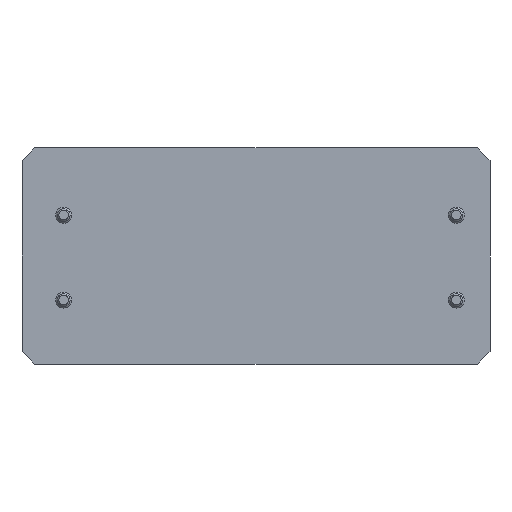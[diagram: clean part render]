
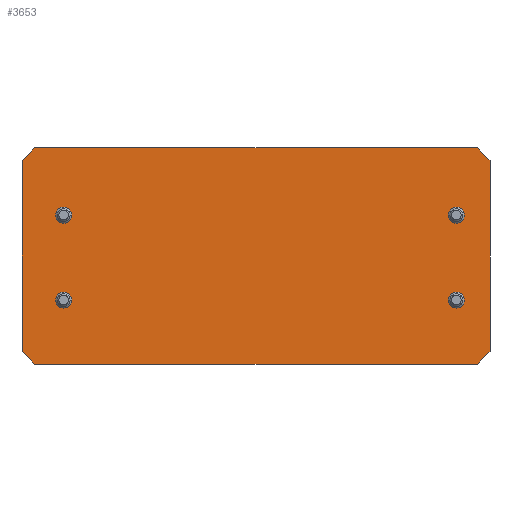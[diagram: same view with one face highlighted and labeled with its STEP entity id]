
A CAD part, front view. The second image highlights one B-rep face of the part: STEP entity #3653.
In plain terms, the highlighted planar face has unit normal (0, -1, 0).
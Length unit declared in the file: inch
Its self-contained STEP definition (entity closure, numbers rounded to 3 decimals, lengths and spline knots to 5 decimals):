
#7 = DIRECTION ( 'NONE',  ( 0.707, 0., 0.707 ) ) ;
#54 = DIRECTION ( 'NONE',  ( 0., 0., -1. ) ) ;
#75 = EDGE_CURVE ( 'NONE', #2201, #146, #4275, .T. ) ;
#146 = VERTEX_POINT ( 'NONE', #1245 ) ;
#199 = DIRECTION ( 'NONE',  ( 0., 1., 0. ) ) ;
#215 = CARTESIAN_POINT ( 'NONE',  ( 0.13, 0., -0.5 ) ) ;
#263 = CARTESIAN_POINT ( 'NONE',  ( 1.46, 0., 0. ) ) ;
#336 = CIRCLE ( 'NONE', #1970, 0.025 ) ;
#383 = VECTOR ( 'NONE', #2119, 39.37008 ) ;
#391 = CARTESIAN_POINT ( 'NONE',  ( 0.13, 0., -0.185 ) ) ;
#434 = CARTESIAN_POINT ( 'NONE',  ( 1.355, 0., -0.475 ) ) ;
#451 = LINE ( 'NONE', #1403, #383 ) ;
#462 = CARTESIAN_POINT ( 'NONE',  ( 1.355, 0., -0.21 ) ) ;
#511 = CARTESIAN_POINT ( 'NONE',  ( 0.02, 0., -0.02 ) ) ;
#552 = EDGE_CURVE ( 'NONE', #1325, #3814, #661, .T. ) ;
#570 = DIRECTION ( 'NONE',  ( 0., 0., -1. ) ) ;
#606 = EDGE_CURVE ( 'NONE', #4817, #1319, #4720, .T. ) ;
#646 = AXIS2_PLACEMENT_3D ( 'NONE', #434, #3112, #802 ) ;
#661 = LINE ( 'NONE', #2204, #4479 ) ;
#673 = EDGE_CURVE ( 'NONE', #146, #2201, #4648, .T. ) ;
#737 = EDGE_CURVE ( 'NONE', #1666, #2380, #2613, .T. ) ;
#766 = VECTOR ( 'NONE', #1626, 39.37008 ) ;
#798 = CARTESIAN_POINT ( 'NONE',  ( 1.355, 0., -0.45 ) ) ;
#802 = DIRECTION ( 'NONE',  ( 0., 0., -1. ) ) ;
#812 = CARTESIAN_POINT ( 'NONE',  ( 0.04, 0., 0. ) ) ;
#831 = EDGE_CURVE ( 'NONE', #3888, #2936, #4177, .T. ) ;
#874 = EDGE_LOOP ( 'NONE', ( #1078, #3316 ) ) ;
#884 = AXIS2_PLACEMENT_3D ( 'NONE', #2905, #199, #570 ) ;
#1034 = CARTESIAN_POINT ( 'NONE',  ( 0.13, 0., -0.475 ) ) ;
#1068 = FACE_BOUND ( 'NONE', #3594, .T. ) ;
#1078 = ORIENTED_EDGE ( 'NONE', *, *, #2583, .T. ) ;
#1108 = ORIENTED_EDGE ( 'NONE', *, *, #673, .T. ) ;
#1166 = CIRCLE ( 'NONE', #4083, 0.025 ) ;
#1170 = DIRECTION ( 'NONE',  ( 0., 0., -1. ) ) ;
#1200 = EDGE_LOOP ( 'NONE', ( #2016, #3129 ) ) ;
#1227 = CARTESIAN_POINT ( 'NONE',  ( 1.355, 0., -0.21 ) ) ;
#1245 = CARTESIAN_POINT ( 'NONE',  ( 1.355, 0., -0.5 ) ) ;
#1301 = CARTESIAN_POINT ( 'NONE',  ( 1.46, 0., -0.635 ) ) ;
#1319 = VERTEX_POINT ( 'NONE', #391 ) ;
#1325 = VERTEX_POINT ( 'NONE', #2703 ) ;
#1331 = CARTESIAN_POINT ( 'NONE',  ( 0.04, 0., -0.675 ) ) ;
#1403 = CARTESIAN_POINT ( 'NONE',  ( -0.3175, 0., -0.3175 ) ) ;
#1436 = CARTESIAN_POINT ( 'NONE',  ( 1.42, 0., -0.675 ) ) ;
#1465 = DIRECTION ( 'NONE',  ( 0., -1., 0. ) ) ;
#1546 = LINE ( 'NONE', #2847, #1963 ) ;
#1561 = CARTESIAN_POINT ( 'NONE',  ( 0.13, 0., -0.21 ) ) ;
#1626 = DIRECTION ( 'NONE',  ( -0.707, 0., -0.707 ) ) ;
#1666 = VERTEX_POINT ( 'NONE', #1436 ) ;
#1668 = FACE_BOUND ( 'NONE', #874, .T. ) ;
#1681 = ORIENTED_EDGE ( 'NONE', *, *, #552, .T. ) ;
#1685 = LINE ( 'NONE', #3445, #2899 ) ;
#1769 = EDGE_LOOP ( 'NONE', ( #3547, #1108 ) ) ;
#1785 = EDGE_CURVE ( 'NONE', #4832, #2439, #1166, .T. ) ;
#1803 = DIRECTION ( 'NONE',  ( 0., 1., 0. ) ) ;
#1871 = CIRCLE ( 'NONE', #4211, 0.025 ) ;
#1908 = LINE ( 'NONE', #263, #4596 ) ;
#1963 = VECTOR ( 'NONE', #4742, 39.37008 ) ;
#1965 = VERTEX_POINT ( 'NONE', #1301 ) ;
#1970 = AXIS2_PLACEMENT_3D ( 'NONE', #462, #3881, #54 ) ;
#2016 = ORIENTED_EDGE ( 'NONE', *, *, #1785, .T. ) ;
#2031 = VERTEX_POINT ( 'NONE', #2789 ) ;
#2119 = DIRECTION ( 'NONE',  ( 0.707, 0., -0.707 ) ) ;
#2120 = AXIS2_PLACEMENT_3D ( 'NONE', #4550, #1465, #3768 ) ;
#2155 = LINE ( 'NONE', #3096, #3261 ) ;
#2178 = AXIS2_PLACEMENT_3D ( 'NONE', #4944, #3869, #4242 ) ;
#2201 = VERTEX_POINT ( 'NONE', #798 ) ;
#2204 = CARTESIAN_POINT ( 'NONE',  ( 0.71, 0., 0.71 ) ) ;
#2266 = FACE_BOUND ( 'NONE', #1200, .T. ) ;
#2297 = DIRECTION ( 'NONE',  ( 0., 1., 0. ) ) ;
#2315 = ORIENTED_EDGE ( 'NONE', *, *, #4409, .F. ) ;
#2328 = DIRECTION ( 'NONE',  ( 0., 1., 0. ) ) ;
#2353 = EDGE_CURVE ( 'NONE', #2439, #4832, #336, .T. ) ;
#2380 = VERTEX_POINT ( 'NONE', #1331 ) ;
#2421 = ORIENTED_EDGE ( 'NONE', *, *, #4130, .F. ) ;
#2439 = VERTEX_POINT ( 'NONE', #2538 ) ;
#2443 = ORIENTED_EDGE ( 'NONE', *, *, #831, .T. ) ;
#2538 = CARTESIAN_POINT ( 'NONE',  ( 1.355, 0., -0.235 ) ) ;
#2544 = ORIENTED_EDGE ( 'NONE', *, *, #737, .F. ) ;
#2546 = VECTOR ( 'NONE', #4200, 39.37008 ) ;
#2583 = EDGE_CURVE ( 'NONE', #1319, #4817, #1871, .T. ) ;
#2613 = LINE ( 'NONE', #2708, #2546 ) ;
#2680 = ORIENTED_EDGE ( 'NONE', *, *, #3195, .T. ) ;
#2682 = FACE_BOUND ( 'NONE', #1769, .T. ) ;
#2703 = CARTESIAN_POINT ( 'NONE',  ( 1.46, 0., -0.04 ) ) ;
#2708 = CARTESIAN_POINT ( 'NONE',  ( 0., 0., -0.675 ) ) ;
#2789 = CARTESIAN_POINT ( 'NONE',  ( 0.13, 0., -0.45 ) ) ;
#2793 = CARTESIAN_POINT ( 'NONE',  ( 1.355, 0., -0.185 ) ) ;
#2847 = CARTESIAN_POINT ( 'NONE',  ( 0., 0., 0. ) ) ;
#2866 = VERTEX_POINT ( 'NONE', #215 ) ;
#2899 = VECTOR ( 'NONE', #3798, 39.37008 ) ;
#2905 = CARTESIAN_POINT ( 'NONE',  ( 0.13, 0., -0.475 ) ) ;
#2931 = CIRCLE ( 'NONE', #4646, 0.025 ) ;
#2936 = VERTEX_POINT ( 'NONE', #4069 ) ;
#2958 = EDGE_CURVE ( 'NONE', #4336, #2380, #451, .T. ) ;
#3096 = CARTESIAN_POINT ( 'NONE',  ( 1.0475, 0., -1.0475 ) ) ;
#3112 = DIRECTION ( 'NONE',  ( 0., 1., 0. ) ) ;
#3129 = ORIENTED_EDGE ( 'NONE', *, *, #2353, .T. ) ;
#3195 = EDGE_CURVE ( 'NONE', #1666, #1965, #2155, .T. ) ;
#3261 = VECTOR ( 'NONE', #7, 39.37008 ) ;
#3316 = ORIENTED_EDGE ( 'NONE', *, *, #606, .T. ) ;
#3361 = ORIENTED_EDGE ( 'NONE', *, *, #4674, .T. ) ;
#3364 = DIRECTION ( 'NONE',  ( -0.707, 0., 0.707 ) ) ;
#3376 = PLANE ( 'NONE',  #2120 ) ;
#3439 = AXIS2_PLACEMENT_3D ( 'NONE', #4527, #2297, #3849 ) ;
#3445 = CARTESIAN_POINT ( 'NONE',  ( 0., 0., 0. ) ) ;
#3466 = EDGE_CURVE ( 'NONE', #2031, #2866, #3899, .T. ) ;
#3547 = ORIENTED_EDGE ( 'NONE', *, *, #75, .T. ) ;
#3577 = CARTESIAN_POINT ( 'NONE',  ( 0.13, 0., -0.235 ) ) ;
#3594 = EDGE_LOOP ( 'NONE', ( #4725, #3361 ) ) ;
#3653 = ADVANCED_FACE ( 'NONE', ( #2266, #2682, #1068, #1668, #4007 ), #3376, .T. ) ;
#3717 = EDGE_CURVE ( 'NONE', #4336, #2936, #1685, .T. ) ;
#3768 = DIRECTION ( 'NONE',  ( 0., 0., -1. ) ) ;
#3798 = DIRECTION ( 'NONE',  ( 0., 0., 1. ) ) ;
#3814 = VERTEX_POINT ( 'NONE', #4909 ) ;
#3849 = DIRECTION ( 'NONE',  ( 0., 0., -1. ) ) ;
#3869 = DIRECTION ( 'NONE',  ( 0., 1., 0. ) ) ;
#3881 = DIRECTION ( 'NONE',  ( 0., 1., 0. ) ) ;
#3888 = VERTEX_POINT ( 'NONE', #812 ) ;
#3899 = CIRCLE ( 'NONE', #884, 0.025 ) ;
#3956 = EDGE_LOOP ( 'NONE', ( #2421, #1681, #2315, #2443, #4412, #4946, #2544, #2680 ) ) ;
#4007 = FACE_OUTER_BOUND ( 'NONE', #3956, .T. ) ;
#4069 = CARTESIAN_POINT ( 'NONE',  ( 0., 0., -0.04 ) ) ;
#4083 = AXIS2_PLACEMENT_3D ( 'NONE', #1227, #4611, #4217 ) ;
#4101 = DIRECTION ( 'NONE',  ( 0., 0., -1. ) ) ;
#4130 = EDGE_CURVE ( 'NONE', #1325, #1965, #1908, .T. ) ;
#4177 = LINE ( 'NONE', #511, #766 ) ;
#4200 = DIRECTION ( 'NONE',  ( -1., 0., 0. ) ) ;
#4211 = AXIS2_PLACEMENT_3D ( 'NONE', #1561, #2328, #1170 ) ;
#4217 = DIRECTION ( 'NONE',  ( 0., 0., -1. ) ) ;
#4242 = DIRECTION ( 'NONE',  ( 0., 0., -1. ) ) ;
#4275 = CIRCLE ( 'NONE', #3439, 0.025 ) ;
#4280 = CARTESIAN_POINT ( 'NONE',  ( 0., 0., -0.635 ) ) ;
#4336 = VERTEX_POINT ( 'NONE', #4280 ) ;
#4409 = EDGE_CURVE ( 'NONE', #3888, #3814, #1546, .T. ) ;
#4412 = ORIENTED_EDGE ( 'NONE', *, *, #3717, .F. ) ;
#4479 = VECTOR ( 'NONE', #3364, 39.37008 ) ;
#4480 = DIRECTION ( 'NONE',  ( 0., 0., -1. ) ) ;
#4527 = CARTESIAN_POINT ( 'NONE',  ( 1.355, 0., -0.475 ) ) ;
#4550 = CARTESIAN_POINT ( 'NONE',  ( 0., 0., 0. ) ) ;
#4596 = VECTOR ( 'NONE', #4101, 39.37008 ) ;
#4611 = DIRECTION ( 'NONE',  ( 0., 1., 0. ) ) ;
#4646 = AXIS2_PLACEMENT_3D ( 'NONE', #1034, #1803, #4480 ) ;
#4648 = CIRCLE ( 'NONE', #646, 0.025 ) ;
#4674 = EDGE_CURVE ( 'NONE', #2866, #2031, #2931, .T. ) ;
#4720 = CIRCLE ( 'NONE', #2178, 0.025 ) ;
#4725 = ORIENTED_EDGE ( 'NONE', *, *, #3466, .T. ) ;
#4742 = DIRECTION ( 'NONE',  ( 1., 0., 0. ) ) ;
#4817 = VERTEX_POINT ( 'NONE', #3577 ) ;
#4832 = VERTEX_POINT ( 'NONE', #2793 ) ;
#4909 = CARTESIAN_POINT ( 'NONE',  ( 1.42, 0., 0. ) ) ;
#4944 = CARTESIAN_POINT ( 'NONE',  ( 0.13, 0., -0.21 ) ) ;
#4946 = ORIENTED_EDGE ( 'NONE', *, *, #2958, .T. ) ;
